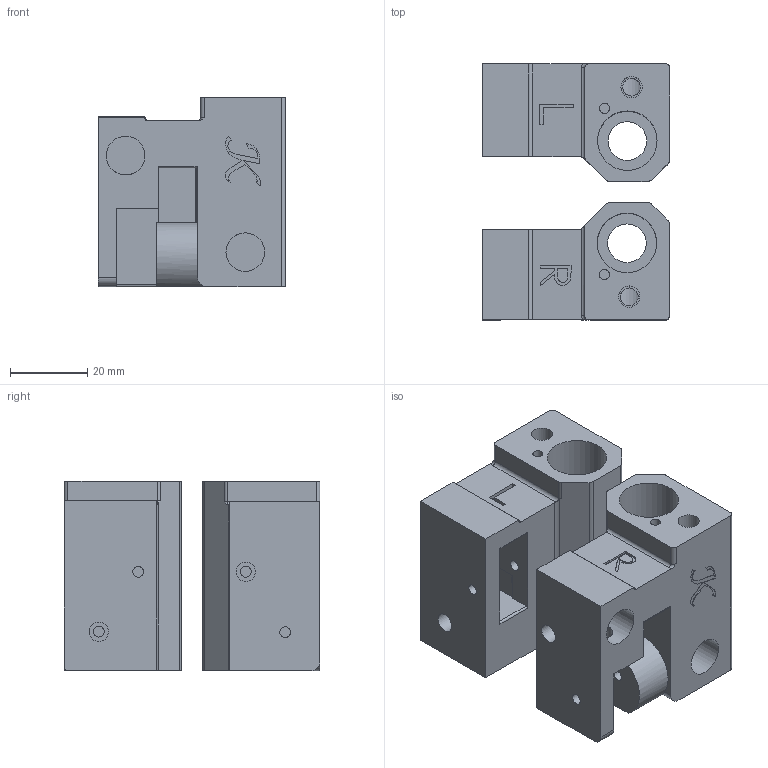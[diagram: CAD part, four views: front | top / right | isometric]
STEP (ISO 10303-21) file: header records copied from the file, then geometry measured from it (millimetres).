
FILE_DESCRIPTION(/* description */ (''),/* implementation_level */ '2;1');
FILE_NAME(/* name */ 'XY JOINT V3DD v8 extra size.step',/* time_stamp */ '2023-09-11T18:01:51+02:00',/* author */ (''),/* organization */ (''),/* preprocessor_version */ 'ST-DEVELOPER v20',/* originating_system */ 'Autodesk Translation Framework v12.9.0.99',/* authorisation */ '');
FILE_SCHEMA (('AUTOMOTIVE_DESIGN { 1 0 10303 214 3 1 1 }'));
Length unit declared in the file: millimetre
Products named in the file (3): XY JOINT V3DD; XY_joint_Right.STEP; XY_joint_Left.STEP
Assembly tree (2 placements, depth 2):
  XY JOINT V3DD
    XY_joint_Right.STEP
    XY_joint_Left.STEP
Bounding box: 48.59 x 66.29 x 49.16 mm (x, y, z)
Volume: 76527.7 mm3; surface area: 30408.7 mm2
Topology: 2 solids, 2 shells, 271 faces, 732 edges, 486 vertices
Faces by surface type: plane 157, cylinder 62, bspline 47, torus 5
Full cylindrical faces by diameter (mm): 2.6 x2, 2.8 x8, 4 x1, 4.6 x4, 5 x2, 5.5 x2, 10 x6, 15.4 x2
Entity records: 9721 total; most frequent: CARTESIAN_POINT 2992, ORIENTED_EDGE 1464, DIRECTION 1201, EDGE_CURVE 732, LINE 495, VECTOR 495, VERTEX_POINT 486, AXIS2_PLACEMENT_3D 353
